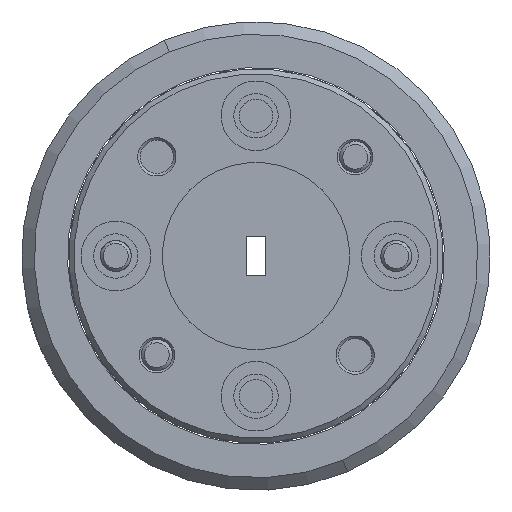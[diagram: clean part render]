
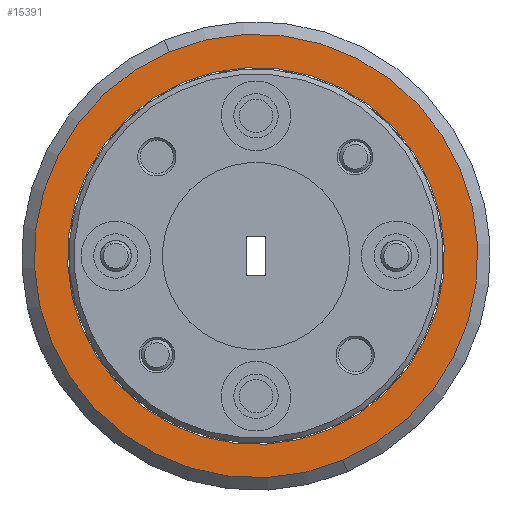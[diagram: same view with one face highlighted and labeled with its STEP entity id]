
A CAD part, left-side view. The second image highlights one B-rep face of the part: STEP entity #15391.
In plain terms, the highlighted planar face has unit normal (-1, 0, 0).
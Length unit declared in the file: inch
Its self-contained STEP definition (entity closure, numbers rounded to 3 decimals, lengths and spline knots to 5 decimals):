
#221 = ORIENTED_EDGE ( 'NONE', *, *, #19102, .T. ) ;
#634 = EDGE_CURVE ( 'NONE', #30404, #2772, #21910, .T. ) ;
#1330 = EDGE_LOOP ( 'NONE', ( #2138, #25280 ) ) ;
#1433 = CARTESIAN_POINT ( 'NONE',  ( -1.659, 0.10888, 0.31962 ) ) ;
#2138 = ORIENTED_EDGE ( 'NONE', *, *, #634, .T. ) ;
#2366 = CARTESIAN_POINT ( 'NONE',  ( -1.659, -0.23888, -0.49962 ) ) ;
#2749 = EDGE_CURVE ( 'NONE', #2772, #30404, #6358, .T. ) ;
#2772 = VERTEX_POINT ( 'NONE', #27274 ) ;
#2789 = DIRECTION ( 'NONE',  ( 1., 0., 0. ) ) ;
#3639 = CARTESIAN_POINT ( 'NONE',  ( -1.659, -0.065, -0.09 ) ) ;
#4638 = CARTESIAN_POINT ( 'NONE',  ( -1.659, -0.065, -0.09 ) ) ;
#5270 = DIRECTION ( 'NONE',  ( 1., 0., 0. ) ) ;
#5928 = CIRCLE ( 'NONE', #41287, 0.445 ) ;
#6358 = CIRCLE ( 'NONE', #24719, 0.378 ) ;
#6522 = DIRECTION ( 'NONE',  ( 0., -0.391, -0.921 ) ) ;
#7244 = AXIS2_PLACEMENT_3D ( 'NONE', #41052, #2789, #18443 ) ;
#7413 = FACE_BOUND ( 'NONE', #1330, .T. ) ;
#9407 = VERTEX_POINT ( 'NONE', #1433 ) ;
#10639 = AXIS2_PLACEMENT_3D ( 'NONE', #12571, #25665, #6522 ) ;
#12571 = CARTESIAN_POINT ( 'NONE',  ( -1.659, -0.065, -0.09 ) ) ;
#14457 = DIRECTION ( 'NONE',  ( 1., 0., 0. ) ) ;
#14586 = DIRECTION ( 'NONE',  ( 0., -0.391, -0.921 ) ) ;
#15391 = ADVANCED_FACE ( 'NONE', ( #35900, #7413 ), #24422, .F. ) ;
#17251 = VERTEX_POINT ( 'NONE', #2366 ) ;
#18232 = EDGE_LOOP ( 'NONE', ( #221, #40714 ) ) ;
#18443 = DIRECTION ( 'NONE',  ( 0., -0.391, -0.921 ) ) ;
#19102 = EDGE_CURVE ( 'NONE', #17251, #9407, #24250, .T. ) ;
#21910 = CIRCLE ( 'NONE', #7244, 0.378 ) ;
#24250 = CIRCLE ( 'NONE', #10639, 0.445 ) ;
#24422 = PLANE ( 'NONE',  #29316 ) ;
#24687 = EDGE_CURVE ( 'NONE', #9407, #17251, #5928, .T. ) ;
#24719 = AXIS2_PLACEMENT_3D ( 'NONE', #4638, #14457, #14586 ) ;
#25280 = ORIENTED_EDGE ( 'NONE', *, *, #2749, .T. ) ;
#25665 = DIRECTION ( 'NONE',  ( -1., 0., 0. ) ) ;
#27196 = CARTESIAN_POINT ( 'NONE',  ( -1.659, 0.0827, 0.25795 ) ) ;
#27274 = CARTESIAN_POINT ( 'NONE',  ( -1.659, -0.2127, -0.43795 ) ) ;
#27616 = DIRECTION ( 'NONE',  ( 0., -0.391, -0.921 ) ) ;
#28950 = DIRECTION ( 'NONE',  ( 0., -0.391, -0.921 ) ) ;
#29316 = AXIS2_PLACEMENT_3D ( 'NONE', #39883, #5270, #27616 ) ;
#30404 = VERTEX_POINT ( 'NONE', #27196 ) ;
#32304 = DIRECTION ( 'NONE',  ( -1., 0., 0. ) ) ;
#35900 = FACE_OUTER_BOUND ( 'NONE', #18232, .T. ) ;
#39883 = CARTESIAN_POINT ( 'NONE',  ( -1.659, -0.065, -0.09 ) ) ;
#40714 = ORIENTED_EDGE ( 'NONE', *, *, #24687, .T. ) ;
#41052 = CARTESIAN_POINT ( 'NONE',  ( -1.659, -0.065, -0.09 ) ) ;
#41287 = AXIS2_PLACEMENT_3D ( 'NONE', #3639, #32304, #28950 ) ;
